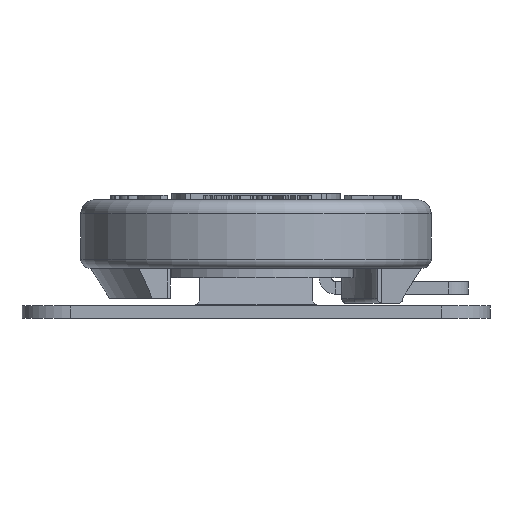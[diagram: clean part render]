
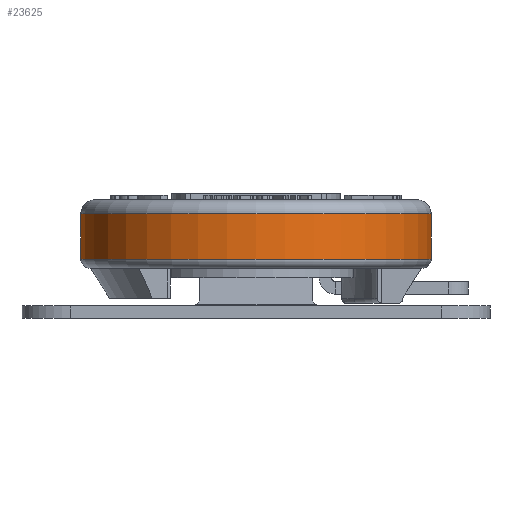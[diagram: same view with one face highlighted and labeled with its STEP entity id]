
A CAD part, left-side view. The second image highlights one B-rep face of the part: STEP entity #23625.
In plain terms, the highlighted cylindrical face has radius 28.575 mm (diameter 57.15 mm), a partial arc.
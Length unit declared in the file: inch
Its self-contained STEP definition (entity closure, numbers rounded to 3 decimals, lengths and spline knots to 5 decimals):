
#7888=CARTESIAN_POINT('',(-0.30188,-1.08374,-0.38));
#7889=VERTEX_POINT('',#7888);
#7913=CARTESIAN_POINT('',(-0.30188,1.08374,-0.38));
#7914=VERTEX_POINT('',#7913);
#7922=CARTESIAN_POINT('',(0.0,0.0,-0.38));
#7923=DIRECTION('',(0.0,0.0,-1.0));
#7924=DIRECTION('',(1.0,0.0,0.0));
#7925=AXIS2_PLACEMENT_3D('',#7922,#7923,#7924);
#7926=CIRCLE('',#7925,1.125);
#7927=EDGE_CURVE('',#7914,#7889,#7926,.T.);
#8140=CARTESIAN_POINT('',(-0.30188,1.08374,-0.09));
#8141=VERTEX_POINT('',#8140);
#8314=CARTESIAN_POINT('',(-0.30188,-1.08374,-0.09));
#8315=VERTEX_POINT('',#8314);
#8355=CARTESIAN_POINT('',(0.0,0.0,-0.09));
#8356=DIRECTION('',(0.0,0.0,1.0));
#8357=DIRECTION('',(1.0,0.0,0.0));
#8358=AXIS2_PLACEMENT_3D('',#8355,#8356,#8357);
#8359=CIRCLE('',#8358,1.125);
#8360=EDGE_CURVE('',#8315,#8141,#8359,.T.);
#8373=CARTESIAN_POINT('',(-0.30188,1.08374,-0.09));
#8374=DIRECTION('',(0.0,0.0,-1.0));
#8375=VECTOR('',#8374,0.29);
#8376=LINE('',#8373,#8375);
#8377=EDGE_CURVE('',#8141,#7914,#8376,.T.);
#23609=CARTESIAN_POINT('',(0.0,0.0,0.0));
#23610=DIRECTION('',(0.0,0.0,-1.0));
#23611=DIRECTION('',(1.0,0.0,0.0));
#23612=AXIS2_PLACEMENT_3D('',#23609,#23610,#23611);
#23613=CYLINDRICAL_SURFACE('',#23612,1.125);
#23614=ORIENTED_EDGE('',*,*,#7927,.F.);
#23615=ORIENTED_EDGE('',*,*,#8377,.F.);
#23616=ORIENTED_EDGE('',*,*,#8360,.F.);
#23617=CARTESIAN_POINT('',(-0.30188,-1.08374,-0.09));
#23618=DIRECTION('',(0.0,0.0,-1.0));
#23619=VECTOR('',#23618,0.29);
#23620=LINE('',#23617,#23619);
#23621=EDGE_CURVE('',#8315,#7889,#23620,.T.);
#23622=ORIENTED_EDGE('',*,*,#23621,.T.);
#23623=EDGE_LOOP('',(#23614,#23615,#23616,#23622));
#23624=FACE_OUTER_BOUND('',#23623,.T.);
#23625=ADVANCED_FACE('',(#23624),#23613,.T.);
